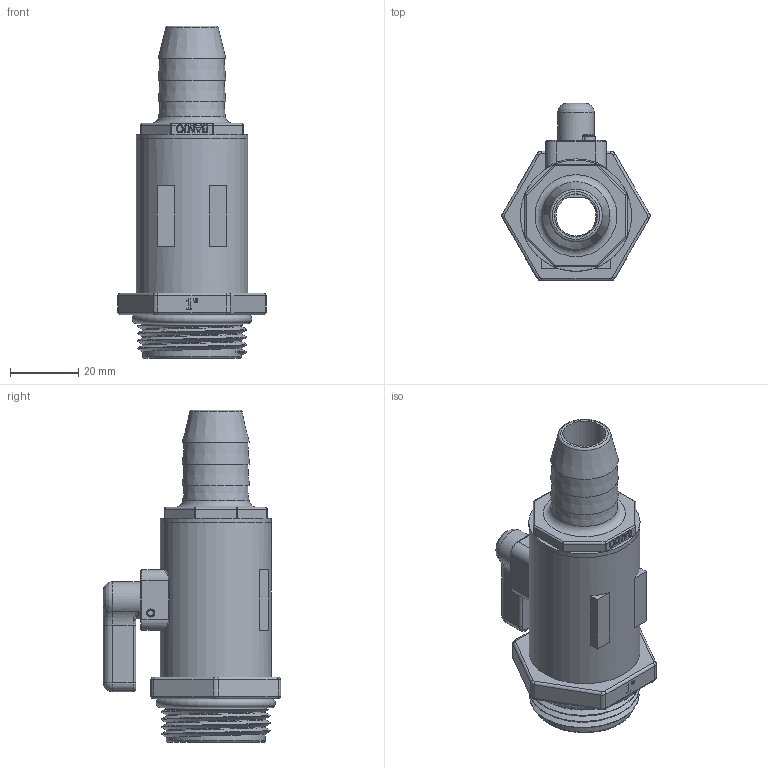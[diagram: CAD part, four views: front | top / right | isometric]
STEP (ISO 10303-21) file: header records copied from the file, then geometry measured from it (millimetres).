
FILE_DESCRIPTION(/* description */ ('3/4"HOSE BARB X 1" MNPT MICRO-VALVE'),/* implementation_level */ '2;1');
FILE_NAME(/* name */ 'LVHB075100MTV.stp',/* time_stamp */ '2023-01-13T08:58:58-05:00',/* author */ ('MJC'),/* organization */ (''),/* preprocessor_version */ 'ST-DEVELOPER v18.1',/* originating_system */ 'Autodesk Inventor 2022',/* authorisation */ '');
FILE_SCHEMA (('AUTOMOTIVE_DESIGN { 1 0 10303 214 3 1 1 }'));
Length unit declared in the file: inch
Products named in the file (13): LVHB075100MTV; LV050SUBV; LV05254A; LV02153B; AQ010V; WS10002; LEV05255; LVHB07256A; LVHB07256; LV05258T1; LVMT10556A; LSQ200-RV; FP26041V
Assembly tree (14 placements, depth 3):
  LVHB075100MTV
    LV050SUBV
      LV05254A
      LV02153B
      AQ010V
      WS10002
      LEV05255
    LVHB07256A
      LVHB07256
    LV05258T1  x2
    LVMT10556A
    LSQ200-RV
    FP26041V  x2
Bounding box: 43.52 x 52.1 x 97.46 mm (x, y, z)
Volume: 54642.5 mm3; surface area: 31328.1 mm2
Topology: 13 solids, 13 shells, 1582 faces, 3669 edges, 2379 vertices
Faces by surface type: plane 1220, bspline 128, cylinder 127, torus 54, cone 35, sphere 18
Full cylindrical faces by diameter (mm): 2.362 x3, 6.35 x1, 6.375 x1, 9.296 x1, 9.449 x1, 9.525 x1, 9.55 x1, 10.795 x1, 12.7 x2, 13.741 x2, 14.173 x2, 18.237 x2, 19.05 x1, 25.908 x2, 26.01 x2, 26.264 x2, 26.975 x1, 27.026 x1, 29.464 x2, 29.591 x1, 32.639 x2
Entity records: 47571 total; most frequent: CARTESIAN_POINT 11323, ORIENTED_EDGE 7270, DIRECTION 7194, EDGE_CURVE 3635, LINE 2444, VECTOR 2444, AXIS2_PLACEMENT_3D 2375, VERTEX_POINT 2368
